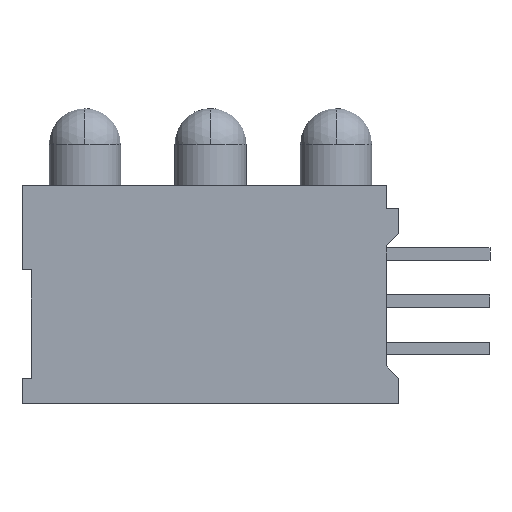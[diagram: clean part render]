
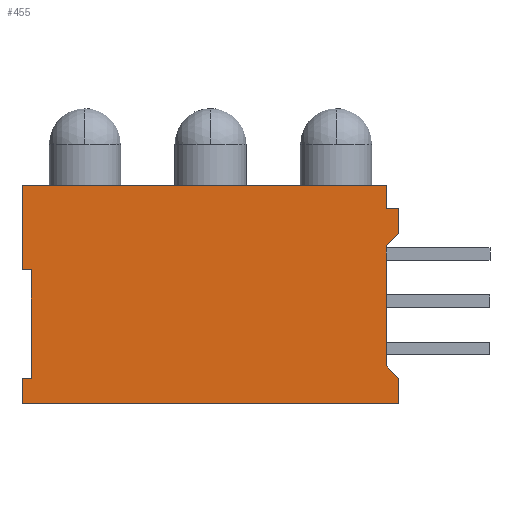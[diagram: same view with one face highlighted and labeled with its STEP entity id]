
A CAD part, left-side view. The second image highlights one B-rep face of the part: STEP entity #455.
In plain terms, the highlighted planar face has unit normal (-1, 0, 0).
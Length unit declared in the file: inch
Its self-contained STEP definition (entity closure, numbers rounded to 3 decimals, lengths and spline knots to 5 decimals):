
#9 = VECTOR ( 'NONE', #3920, 39.37008 ) ;
#45 = VERTEX_POINT ( 'NONE', #3639 ) ;
#182 = LINE ( 'NONE', #4107, #323 ) ;
#220 = DIRECTION ( 'NONE',  ( 0., 0., -1. ) ) ;
#260 = CARTESIAN_POINT ( 'NONE',  ( -0.095, 0.565, -0.135 ) ) ;
#294 = EDGE_CURVE ( 'NONE', #2642, #4731, #1731, .T. ) ;
#323 = VECTOR ( 'NONE', #3686, 39.37008 ) ;
#424 = EDGE_CURVE ( 'NONE', #2673, #5255, #182, .T. ) ;
#455 = ADVANCED_FACE ( 'NONE', ( #633 ), #5223, .F. ) ;
#464 = LINE ( 'NONE', #3026, #1814 ) ;
#523 = LINE ( 'NONE', #922, #1511 ) ;
#633 = FACE_OUTER_BOUND ( 'NONE', #5052, .T. ) ;
#650 = LINE ( 'NONE', #2013, #2691 ) ;
#675 = CARTESIAN_POINT ( 'NONE',  ( -0.095, 0.58, 0. ) ) ;
#726 = DIRECTION ( 'NONE',  ( 0., 0., -1. ) ) ;
#735 = VERTEX_POINT ( 'NONE', #3500 ) ;
#816 = CARTESIAN_POINT ( 'NONE',  ( -0.095, -0.02, -0.308 ) ) ;
#822 = ORIENTED_EDGE ( 'NONE', *, *, #5300, .F. ) ;
#889 = EDGE_CURVE ( 'NONE', #3696, #1497, #3371, .T. ) ;
#922 = CARTESIAN_POINT ( 'NONE',  ( -0.095, 0.58, -0.135 ) ) ;
#977 = LINE ( 'NONE', #675, #1693 ) ;
#1029 = DIRECTION ( 'NONE',  ( 0., 0., -1. ) ) ;
#1064 = CARTESIAN_POINT ( 'NONE',  ( -0.095, 0.58, 0. ) ) ;
#1075 = ORIENTED_EDGE ( 'NONE', *, *, #4320, .F. ) ;
#1110 = CARTESIAN_POINT ( 'NONE',  ( -0.095, 0., -0.037 ) ) ;
#1154 = EDGE_CURVE ( 'NONE', #3824, #45, #464, .T. ) ;
#1203 = CARTESIAN_POINT ( 'NONE',  ( -0.095, 0., -0.288 ) ) ;
#1216 = ORIENTED_EDGE ( 'NONE', *, *, #294, .F. ) ;
#1335 = EDGE_CURVE ( 'NONE', #4731, #2659, #523, .T. ) ;
#1363 = CARTESIAN_POINT ( 'NONE',  ( -0.095, -0.02, -0.077 ) ) ;
#1408 = LINE ( 'NONE', #816, #3443 ) ;
#1437 = LINE ( 'NONE', #1110, #4569 ) ;
#1497 = VERTEX_POINT ( 'NONE', #2129 ) ;
#1511 = VECTOR ( 'NONE', #4941, 39.37008 ) ;
#1537 = CARTESIAN_POINT ( 'NONE',  ( -0.095, 0.58, 0. ) ) ;
#1612 = CARTESIAN_POINT ( 'NONE',  ( -0.095, -0.02, -0.037 ) ) ;
#1693 = VECTOR ( 'NONE', #3122, 39.37008 ) ;
#1731 = LINE ( 'NONE', #260, #3761 ) ;
#1740 = DIRECTION ( 'NONE',  ( 0., 1., 0. ) ) ;
#1814 = VECTOR ( 'NONE', #3666, 39.37008 ) ;
#1842 = VERTEX_POINT ( 'NONE', #1612 ) ;
#1940 = LINE ( 'NONE', #1064, #9 ) ;
#1943 = VECTOR ( 'NONE', #3224, 39.37008 ) ;
#1954 = CARTESIAN_POINT ( 'NONE',  ( -0.095, -0.02, -0.308 ) ) ;
#1977 = ORIENTED_EDGE ( 'NONE', *, *, #889, .F. ) ;
#2013 = CARTESIAN_POINT ( 'NONE',  ( -0.095, -0.02, -0.037 ) ) ;
#2022 = AXIS2_PLACEMENT_3D ( 'NONE', #2525, #3165, #726 ) ;
#2064 = CARTESIAN_POINT ( 'NONE',  ( -0.095, 0.58, -0.135 ) ) ;
#2129 = CARTESIAN_POINT ( 'NONE',  ( -0.095, 0., -0.037 ) ) ;
#2207 = ORIENTED_EDGE ( 'NONE', *, *, #3865, .F. ) ;
#2225 = VERTEX_POINT ( 'NONE', #1537 ) ;
#2291 = DIRECTION ( 'NONE',  ( 0., 0., 1. ) ) ;
#2297 = VECTOR ( 'NONE', #1029, 39.37008 ) ;
#2413 = DIRECTION ( 'NONE',  ( 0., 0., -1. ) ) ;
#2525 = CARTESIAN_POINT ( 'NONE',  ( -0.095, 0., 0. ) ) ;
#2624 = VECTOR ( 'NONE', #220, 39.37008 ) ;
#2642 = VERTEX_POINT ( 'NONE', #4588 ) ;
#2659 = VERTEX_POINT ( 'NONE', #2064 ) ;
#2664 = CARTESIAN_POINT ( 'NONE',  ( -0.095, 0.58, -0.348 ) ) ;
#2672 = CARTESIAN_POINT ( 'NONE',  ( -0.095, 0., -0.097 ) ) ;
#2673 = VERTEX_POINT ( 'NONE', #1363 ) ;
#2691 = VECTOR ( 'NONE', #2413, 39.37008 ) ;
#2715 = ORIENTED_EDGE ( 'NONE', *, *, #1335, .F. ) ;
#2767 = CARTESIAN_POINT ( 'NONE',  ( -0.095, 0., -0.097 ) ) ;
#2857 = EDGE_CURVE ( 'NONE', #4197, #4599, #1408, .T. ) ;
#2874 = ORIENTED_EDGE ( 'NONE', *, *, #4111, .F. ) ;
#3026 = CARTESIAN_POINT ( 'NONE',  ( -0.095, 0.58, -0.308 ) ) ;
#3122 = DIRECTION ( 'NONE',  ( 0., 0., 1. ) ) ;
#3165 = DIRECTION ( 'NONE',  ( 1., 0., 0. ) ) ;
#3224 = DIRECTION ( 'NONE',  ( 0., -0.707, -0.707 ) ) ;
#3230 = EDGE_CURVE ( 'NONE', #5255, #735, #4108, .T. ) ;
#3259 = DIRECTION ( 'NONE',  ( 0., 0., -1. ) ) ;
#3371 = LINE ( 'NONE', #3472, #2297 ) ;
#3443 = VECTOR ( 'NONE', #3259, 39.37008 ) ;
#3472 = CARTESIAN_POINT ( 'NONE',  ( -0.095, 0., 0. ) ) ;
#3500 = CARTESIAN_POINT ( 'NONE',  ( -0.095, 0., -0.288 ) ) ;
#3516 = ORIENTED_EDGE ( 'NONE', *, *, #4930, .F. ) ;
#3578 = ORIENTED_EDGE ( 'NONE', *, *, #3230, .F. ) ;
#3639 = CARTESIAN_POINT ( 'NONE',  ( -0.095, 0.58, -0.308 ) ) ;
#3666 = DIRECTION ( 'NONE',  ( 0., 0., 1. ) ) ;
#3686 = DIRECTION ( 'NONE',  ( 0., 0.707, -0.707 ) ) ;
#3696 = VERTEX_POINT ( 'NONE', #4218 ) ;
#3758 = CARTESIAN_POINT ( 'NONE',  ( -0.095, 0.58, -0.348 ) ) ;
#3761 = VECTOR ( 'NONE', #2291, 39.37008 ) ;
#3824 = VERTEX_POINT ( 'NONE', #2664 ) ;
#3851 = EDGE_CURVE ( 'NONE', #45, #2642, #5213, .T. ) ;
#3865 = EDGE_CURVE ( 'NONE', #1497, #1842, #1437, .T. ) ;
#3916 = CARTESIAN_POINT ( 'NONE',  ( -0.095, 0.58, -0.308 ) ) ;
#3920 = DIRECTION ( 'NONE',  ( 0., -1., 0. ) ) ;
#3957 = DIRECTION ( 'NONE',  ( 0., -1., 0. ) ) ;
#3985 = VECTOR ( 'NONE', #4345, 39.37008 ) ;
#4055 = VECTOR ( 'NONE', #1740, 39.37008 ) ;
#4107 = CARTESIAN_POINT ( 'NONE',  ( -0.095, -0.02, -0.077 ) ) ;
#4108 = LINE ( 'NONE', #2672, #2624 ) ;
#4111 = EDGE_CURVE ( 'NONE', #2225, #3696, #1940, .T. ) ;
#4117 = LINE ( 'NONE', #1203, #1943 ) ;
#4138 = EDGE_CURVE ( 'NONE', #2659, #2225, #977, .T. ) ;
#4186 = LINE ( 'NONE', #3758, #4055 ) ;
#4197 = VERTEX_POINT ( 'NONE', #1954 ) ;
#4218 = CARTESIAN_POINT ( 'NONE',  ( -0.095, 0., 0. ) ) ;
#4320 = EDGE_CURVE ( 'NONE', #1842, #2673, #650, .T. ) ;
#4345 = DIRECTION ( 'NONE',  ( 0., -1., 0. ) ) ;
#4569 = VECTOR ( 'NONE', #3957, 39.37008 ) ;
#4588 = CARTESIAN_POINT ( 'NONE',  ( -0.095, 0.565, -0.308 ) ) ;
#4599 = VERTEX_POINT ( 'NONE', #4762 ) ;
#4731 = VERTEX_POINT ( 'NONE', #5286 ) ;
#4762 = CARTESIAN_POINT ( 'NONE',  ( -0.095, -0.02, -0.348 ) ) ;
#4808 = ORIENTED_EDGE ( 'NONE', *, *, #2857, .F. ) ;
#4820 = ORIENTED_EDGE ( 'NONE', *, *, #1154, .F. ) ;
#4930 = EDGE_CURVE ( 'NONE', #4599, #3824, #4186, .T. ) ;
#4941 = DIRECTION ( 'NONE',  ( 0., 1., 0. ) ) ;
#5024 = ORIENTED_EDGE ( 'NONE', *, *, #3851, .F. ) ;
#5052 = EDGE_LOOP ( 'NONE', ( #2874, #5184, #2715, #1216, #5024, #4820, #3516, #4808, #822, #3578, #5313, #1075, #2207, #1977 ) ) ;
#5184 = ORIENTED_EDGE ( 'NONE', *, *, #4138, .F. ) ;
#5213 = LINE ( 'NONE', #3916, #3985 ) ;
#5223 = PLANE ( 'NONE',  #2022 ) ;
#5255 = VERTEX_POINT ( 'NONE', #2767 ) ;
#5286 = CARTESIAN_POINT ( 'NONE',  ( -0.095, 0.565, -0.135 ) ) ;
#5300 = EDGE_CURVE ( 'NONE', #735, #4197, #4117, .T. ) ;
#5313 = ORIENTED_EDGE ( 'NONE', *, *, #424, .F. ) ;
